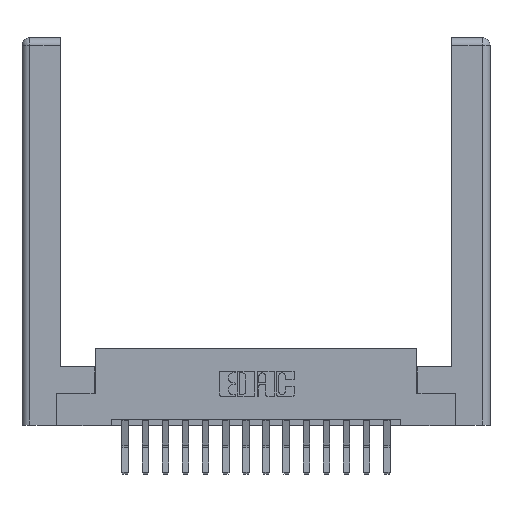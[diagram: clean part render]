
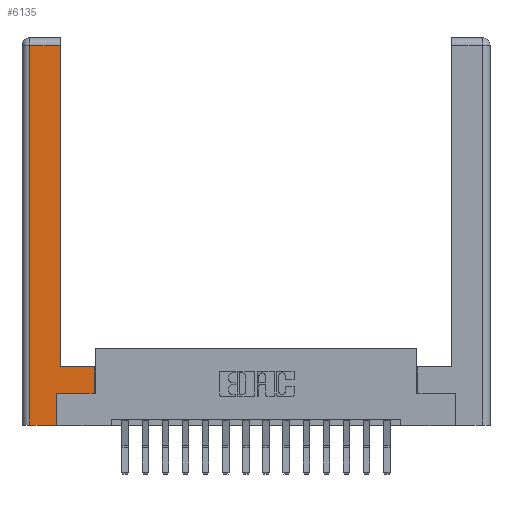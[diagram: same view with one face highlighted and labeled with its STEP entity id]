
A CAD part, top view. The second image highlights one B-rep face of the part: STEP entity #6135.
In plain terms, the highlighted planar face has unit normal (0, 0, 1).
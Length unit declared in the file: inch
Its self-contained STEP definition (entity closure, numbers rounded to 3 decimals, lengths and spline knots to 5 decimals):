
#120 = CARTESIAN_POINT ( 'NONE',  ( 0.265, 0.245, 0. ) ) ;
#356 = CARTESIAN_POINT ( 'NONE',  ( 0.565, 0.245, 0. ) ) ;
#446 = LINE ( 'NONE', #10257, #2941 ) ;
#753 = EDGE_CURVE ( 'NONE', #5710, #1778, #446, .T. ) ;
#1508 = LINE ( 'NONE', #2151, #6468 ) ;
#1610 = LINE ( 'NONE', #356, #4894 ) ;
#1675 = DIRECTION ( 'NONE',  ( -1., 0., 0. ) ) ;
#1778 = VERTEX_POINT ( 'NONE', #6675 ) ;
#2151 = CARTESIAN_POINT ( 'NONE',  ( 0.565, 0.45, 0. ) ) ;
#2332 = EDGE_LOOP ( 'NONE', ( #15674, #14688, #13989, #6122, #13990, #7692, #6534, #3273 ) ) ;
#2941 = VECTOR ( 'NONE', #12953, 39.37008 ) ;
#3010 = PLANE ( 'NONE',  #3802 ) ;
#3055 = LINE ( 'NONE', #3560, #8631 ) ;
#3273 = ORIENTED_EDGE ( 'NONE', *, *, #8428, .T. ) ;
#3303 = LINE ( 'NONE', #6112, #11386 ) ;
#3560 = CARTESIAN_POINT ( 'NONE',  ( 0.0615, 2.94, 0. ) ) ;
#3591 = CARTESIAN_POINT ( 'NONE',  ( 0.295, 0.45, 0. ) ) ;
#3802 = AXIS2_PLACEMENT_3D ( 'NONE', #9471, #13604, #1675 ) ;
#4124 = VERTEX_POINT ( 'NONE', #120 ) ;
#4229 = VERTEX_POINT ( 'NONE', #16026 ) ;
#4742 = DIRECTION ( 'NONE',  ( 0., 1., 0. ) ) ;
#4894 = VECTOR ( 'NONE', #5554, 39.37008 ) ;
#4993 = DIRECTION ( 'NONE',  ( -1., 0., 0. ) ) ;
#5554 = DIRECTION ( 'NONE',  ( 1., 0., 0. ) ) ;
#5710 = VERTEX_POINT ( 'NONE', #3591 ) ;
#5943 = VECTOR ( 'NONE', #11444, 39.37008 ) ;
#6098 = CARTESIAN_POINT ( 'NONE',  ( 0.265, 0., 0. ) ) ;
#6112 = CARTESIAN_POINT ( 'NONE',  ( 0.295, 0.45, 0. ) ) ;
#6122 = ORIENTED_EDGE ( 'NONE', *, *, #14574, .T. ) ;
#6135 = ADVANCED_FACE ( 'NONE', ( #7680 ), #3010, .F. ) ;
#6255 = CARTESIAN_POINT ( 'NONE',  ( 0.0615, 0., 0. ) ) ;
#6468 = VECTOR ( 'NONE', #4742, 39.37008 ) ;
#6534 = ORIENTED_EDGE ( 'NONE', *, *, #11894, .T. ) ;
#6675 = CARTESIAN_POINT ( 'NONE',  ( 0.295, 2.94, 0. ) ) ;
#7393 = EDGE_CURVE ( 'NONE', #13889, #4124, #11811, .T. ) ;
#7680 = FACE_OUTER_BOUND ( 'NONE', #2332, .T. ) ;
#7692 = ORIENTED_EDGE ( 'NONE', *, *, #9370, .T. ) ;
#7821 = DIRECTION ( 'NONE',  ( -1., 0., 0. ) ) ;
#8000 = VERTEX_POINT ( 'NONE', #13353 ) ;
#8040 = VECTOR ( 'NONE', #16855, 39.37008 ) ;
#8383 = CARTESIAN_POINT ( 'NONE',  ( 0.565, 0.45, 0. ) ) ;
#8428 = EDGE_CURVE ( 'NONE', #12264, #5710, #3303, .T. ) ;
#8568 = CARTESIAN_POINT ( 'NONE',  ( 0.0615, 2.94, 0. ) ) ;
#8603 = CARTESIAN_POINT ( 'NONE',  ( 0.265, 0., 0. ) ) ;
#8631 = VECTOR ( 'NONE', #7821, 39.37008 ) ;
#9370 = EDGE_CURVE ( 'NONE', #4124, #4229, #1610, .T. ) ;
#9471 = CARTESIAN_POINT ( 'NONE',  ( 0., 0., 0. ) ) ;
#10257 = CARTESIAN_POINT ( 'NONE',  ( 0.295, 3., 0. ) ) ;
#10510 = LINE ( 'NONE', #6098, #5943 ) ;
#10739 = DIRECTION ( 'NONE',  ( 0., 1., 0. ) ) ;
#11386 = VECTOR ( 'NONE', #4993, 39.37008 ) ;
#11444 = DIRECTION ( 'NONE',  ( 1., 0., 0. ) ) ;
#11811 = LINE ( 'NONE', #13616, #16828 ) ;
#11894 = EDGE_CURVE ( 'NONE', #4229, #12264, #1508, .T. ) ;
#12264 = VERTEX_POINT ( 'NONE', #8383 ) ;
#12953 = DIRECTION ( 'NONE',  ( 0., 1., 0. ) ) ;
#13063 = LINE ( 'NONE', #6255, #8040 ) ;
#13353 = CARTESIAN_POINT ( 'NONE',  ( 0.0615, 0., 0. ) ) ;
#13414 = EDGE_CURVE ( 'NONE', #16534, #8000, #13063, .T. ) ;
#13604 = DIRECTION ( 'NONE',  ( 0., 0., -1. ) ) ;
#13616 = CARTESIAN_POINT ( 'NONE',  ( 0.265, 0.245, 0. ) ) ;
#13889 = VERTEX_POINT ( 'NONE', #8603 ) ;
#13989 = ORIENTED_EDGE ( 'NONE', *, *, #13414, .T. ) ;
#13990 = ORIENTED_EDGE ( 'NONE', *, *, #7393, .T. ) ;
#14574 = EDGE_CURVE ( 'NONE', #8000, #13889, #10510, .T. ) ;
#14586 = EDGE_CURVE ( 'NONE', #1778, #16534, #3055, .T. ) ;
#14688 = ORIENTED_EDGE ( 'NONE', *, *, #14586, .T. ) ;
#15674 = ORIENTED_EDGE ( 'NONE', *, *, #753, .T. ) ;
#16026 = CARTESIAN_POINT ( 'NONE',  ( 0.565, 0.245, 0. ) ) ;
#16534 = VERTEX_POINT ( 'NONE', #8568 ) ;
#16828 = VECTOR ( 'NONE', #10739, 39.37008 ) ;
#16855 = DIRECTION ( 'NONE',  ( 0., -1., 0. ) ) ;
